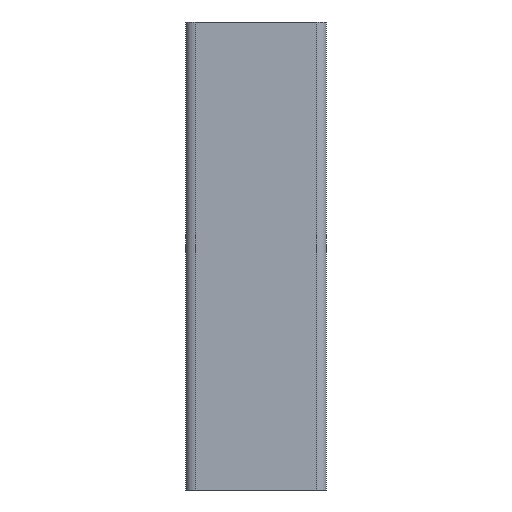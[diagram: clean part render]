
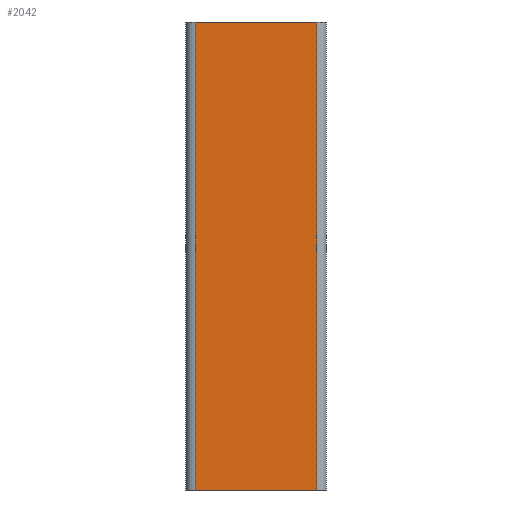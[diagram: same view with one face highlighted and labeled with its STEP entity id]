
A CAD part, left-side view. The second image highlights one B-rep face of the part: STEP entity #2042.
In plain terms, the highlighted planar face has unit normal (-1, 0, 0).
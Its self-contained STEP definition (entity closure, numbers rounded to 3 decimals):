
#232=LINE('',#3356,#458);
#238=LINE('',#3375,#464);
#239=LINE('',#3379,#465);
#240=LINE('',#3380,#466);
#458=VECTOR('',#2751,26.);
#464=VECTOR('',#2775,100.);
#465=VECTOR('',#2780,100.);
#466=VECTOR('',#2781,26.);
#531=PLANE('',#2214);
#640=FACE_OUTER_BOUND('',#746,.T.);
#746=EDGE_LOOP('',(#1802,#1803,#1804,#1805));
#1014=VERTEX_POINT('',#3353);
#1015=VERTEX_POINT('',#3355);
#1019=VERTEX_POINT('',#3374);
#1020=VERTEX_POINT('',#3378);
#1302=EDGE_CURVE('',#1015,#1014,#232,.T.);
#1312=EDGE_CURVE('',#1019,#1015,#238,.T.);
#1314=EDGE_CURVE('',#1020,#1014,#239,.T.);
#1315=EDGE_CURVE('',#1019,#1020,#240,.T.);
#1802=ORIENTED_EDGE('',*,*,#1302,.T.);
#1803=ORIENTED_EDGE('',*,*,#1314,.F.);
#1804=ORIENTED_EDGE('',*,*,#1315,.F.);
#1805=ORIENTED_EDGE('',*,*,#1312,.T.);
#2042=ADVANCED_FACE('',(#640),#531,.T.);
#2214=AXIS2_PLACEMENT_3D('',#3377,#2778,#2779);
#2751=DIRECTION('',(0.,1.,0.));
#2775=DIRECTION('',(0.,0.,1.));
#2778=DIRECTION('center_axis',(-1.,0.,0.));
#2779=DIRECTION('ref_axis',(0.,-1.,0.));
#2780=DIRECTION('',(0.,0.,1.));
#2781=DIRECTION('',(0.,1.,0.));
#3353=CARTESIAN_POINT('',(-15.,13.,100.));
#3355=CARTESIAN_POINT('',(-15.,-13.,100.));
#3356=CARTESIAN_POINT('',(-15.,6.5,100.));
#3374=CARTESIAN_POINT('',(-15.,-13.,0.));
#3375=CARTESIAN_POINT('',(-15.,-13.,0.));
#3377=CARTESIAN_POINT('Origin',(-15.,13.,0.));
#3378=CARTESIAN_POINT('',(-15.,13.,0.));
#3379=CARTESIAN_POINT('',(-15.,13.,0.));
#3380=CARTESIAN_POINT('',(-15.,6.5,0.));
